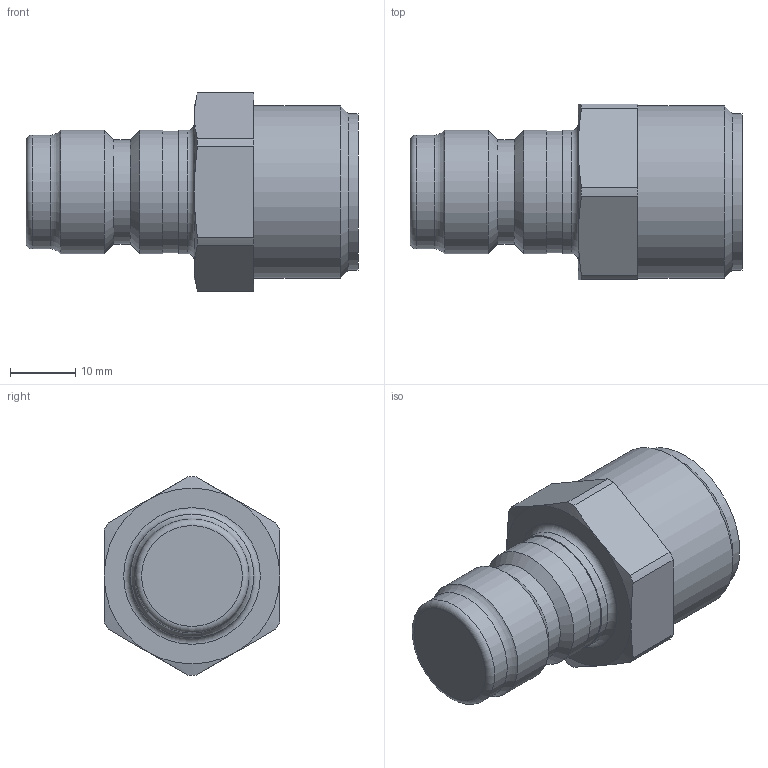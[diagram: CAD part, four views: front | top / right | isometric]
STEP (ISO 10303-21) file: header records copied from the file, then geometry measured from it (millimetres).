
FILE_DESCRIPTION((''),'2;1');
FILE_NAME('12sbaw26mvn.stp','2013-08-13T14:02:04',('IA176480'),(''),'Autodesk Inventor 2013','Autodesk Inventor 2013','');
FILE_SCHEMA(('AUTOMOTIVE_DESIGN { 1 0 10303 214 1 1 1 1 }'));
Length unit declared in the file: millimetre
Products named in the file (1): D107047
Bounding box: 51 x 27 x 30.45 mm (x, y, z)
Volume: 21095.1 mm3; surface area: 4835.4 mm2
Topology: 1 solids, 1 shells, 38 faces, 81 edges, 49 vertices
Faces by surface type: cylinder 14, plane 12, cone 9, torus 3
Full cylindrical faces by diameter (mm): 16 x1, 17.5 x1, 18.65 x1, 19 x3, 24 x1, 26.441 x1
Entity records: 1008 total; most frequent: CARTESIAN_POINT 177, DIRECTION 168, ORIENTED_EDGE 132, AXIS2_PLACEMENT_3D 75, EDGE_CURVE 66, EDGE_LOOP 56, VERTEX_POINT 48, STYLED_ITEM 39
